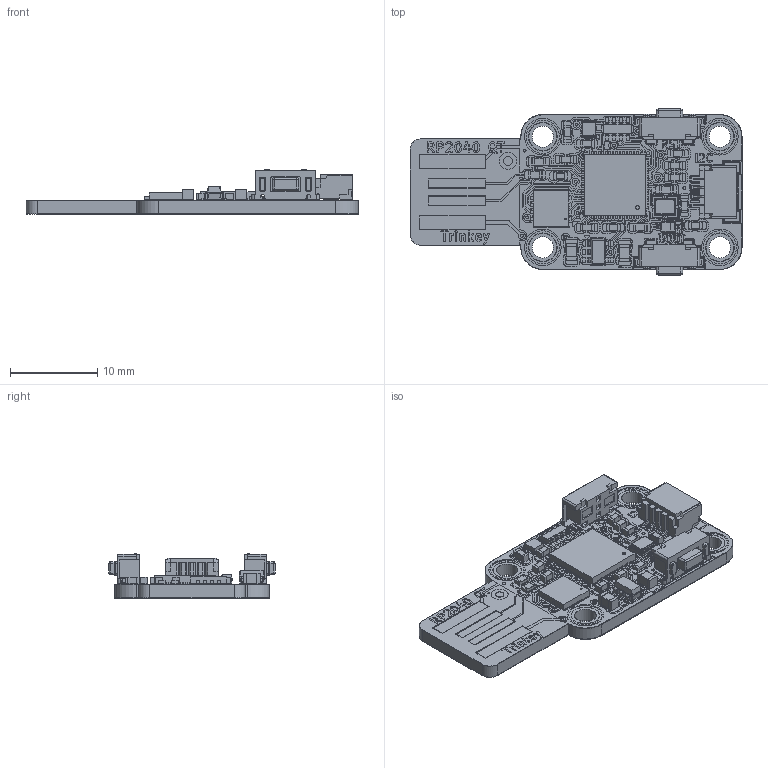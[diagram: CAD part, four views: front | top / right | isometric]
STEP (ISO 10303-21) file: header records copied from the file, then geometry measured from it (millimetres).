
FILE_DESCRIPTION(('KiCad electronic assembly'),'2;1');
FILE_NAME('Adafruit QT2040 Trinkey.step','2025-04-10T09:16:15',('Pcbnew' ),('Kicad'),'Open CASCADE STEP processor 7.8', 'KiCad to STEP converter','Unknown');
FILE_SCHEMA(('AUTOMOTIVE_DESIGN { 1 0 10303 214 1 1 1 1 }'));
Length unit declared in the file: millimetre
Products named in the file (17): Adafruit QT2040 Trinkey 1; SOT-23-5; R_Array_Concave_4x0603; Crystal_SMD_2520-4Pin_2.5x2.0mm; C_0603_1608Metric; kicad_embedded_7EABC2979D479D55CDC8C6D44B7A78E7; kicad_embedded_9D475B6C739A7C5DA950719338771C44; R_0603_1608Metric; kicad_embedded_5C337704BCD213BE0C9DFB1E225C189C; kicad_embedded_AAF256C3F0C651EDD2DD3DB93D19E857; QFN-56-1EP_7x7mm_P0.4mm_EP3.2x3.2mm; C_0805_2012Metric; D_SOD-323; Adafruit QT2040 Trinkey_copper; Adafruit QT2040 Trinkey_silkscreen; Adafruit QT2040 Trinkey_soldermask; Adafruit QT2040 Trinkey_PCB
Assembly tree (31 placements, depth 2):
  Adafruit QT2040 Trinkey 1
    SOT-23-5
    R_Array_Concave_4x0603
    Crystal_SMD_2520-4Pin_2.5x2.0mm
    C_0603_1608Metric  x11
    kicad_embedded_7EABC2979D479D55CDC8C6D44B7A78E7  x2
    kicad_embedded_9D475B6C739A7C5DA950719338771C44
    R_0603_1608Metric  x4
    kicad_embedded_5C337704BCD213BE0C9DFB1E225C189C
    kicad_embedded_AAF256C3F0C651EDD2DD3DB93D19E857
    QFN-56-1EP_7x7mm_P0.4mm_EP3.2x3.2mm
    C_0805_2012Metric  x2
    D_SOD-323
    Adafruit QT2040 Trinkey_copper
    Adafruit QT2040 Trinkey_silkscreen
    Adafruit QT2040 Trinkey_soldermask
    Adafruit QT2040 Trinkey_PCB
Bounding box: 38.1 x 19.05 x 5.17 mm (x, y, z)
Volume: 1114 mm3; surface area: 4953 mm2
Topology: 135 solids, 281 shells, 7051 faces, 22226 edges, 15647 vertices
Faces by surface type: plane 5462, cylinder 1450, bspline 71, torus 36, sphere 32
Full cylindrical faces by diameter (mm): 0.204 x1, 0.25 x2, 0.3 x2, 0.344 x21, 0.394 x21, 0.4 x1, 1 x6, 1.5 x2, 1.508 x1, 2.45 x4, 2.5 x8, 3.2 x8, 4.03 x4
Entity records: 234653 total; most frequent: CARTESIAN_POINT 42437, ORIENTED_EDGE 38257, DIRECTION 36777, EDGE_CURVE 20546, LINE 16831, VECTOR 16831, VERTEX_POINT 14559, AXIS2_PLACEMENT_3D 9973
